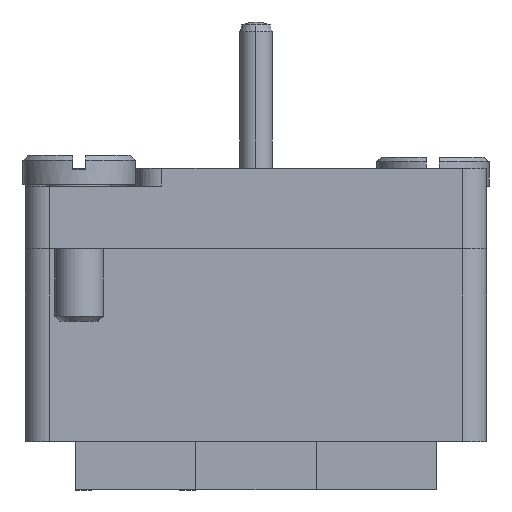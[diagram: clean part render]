
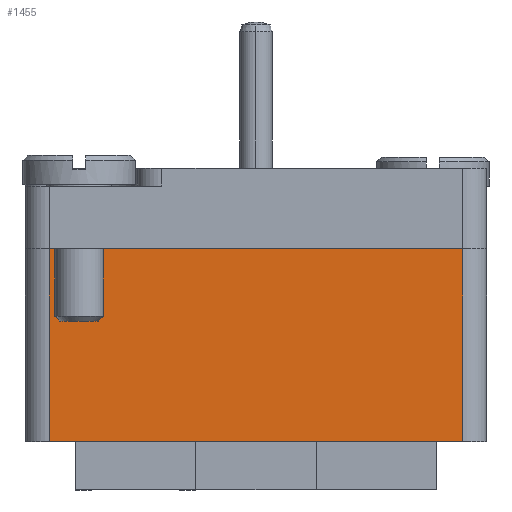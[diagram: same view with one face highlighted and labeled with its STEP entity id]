
A CAD part, front view. The second image highlights one B-rep face of the part: STEP entity #1455.
In plain terms, the highlighted face is planar.
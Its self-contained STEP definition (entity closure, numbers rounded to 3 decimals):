
#196 = EDGE_CURVE ( 'NONE', #18001, #6925, #13764, .T. ) ;
#1455 = ADVANCED_FACE ( 'NONE', ( #10535 ), #16012, .F. ) ;
#1887 = EDGE_CURVE ( 'NONE', #20902, #18001, #23143, .T. ) ;
#1919 = AXIS2_PLACEMENT_3D ( 'NONE', #10994, #5360, #10657 ) ;
#5360 = DIRECTION ( 'NONE',  ( -1., 0., 0. ) ) ;
#6237 = DIRECTION ( 'NONE',  ( 0., -1., 0. ) ) ;
#6257 = VECTOR ( 'NONE', #7488, 1000. ) ;
#6925 = VERTEX_POINT ( 'NONE', #13660 ) ;
#7110 = CARTESIAN_POINT ( 'NONE',  ( 22., 0., 12.85 ) ) ;
#7488 = DIRECTION ( 'NONE',  ( 0., 1., 0. ) ) ;
#7624 = VECTOR ( 'NONE', #12102, 1000. ) ;
#8246 = EDGE_CURVE ( 'NONE', #12206, #6925, #15458, .T. ) ;
#9125 = CARTESIAN_POINT ( 'NONE',  ( 22., -12., -12.85 ) ) ;
#9526 = ORIENTED_EDGE ( 'NONE', *, *, #17727, .T. ) ;
#10100 = CARTESIAN_POINT ( 'NONE',  ( 22., -12., 14.35 ) ) ;
#10535 = FACE_OUTER_BOUND ( 'NONE', #16977, .T. ) ;
#10634 = CARTESIAN_POINT ( 'NONE',  ( 22., 0., -12.85 ) ) ;
#10657 = DIRECTION ( 'NONE',  ( 0., 0., 1. ) ) ;
#10994 = CARTESIAN_POINT ( 'NONE',  ( 22., -12., 14.35 ) ) ;
#12102 = DIRECTION ( 'NONE',  ( 0., 0., 1. ) ) ;
#12206 = VERTEX_POINT ( 'NONE', #9125 ) ;
#13660 = CARTESIAN_POINT ( 'NONE',  ( 22., -12., 12.85 ) ) ;
#13764 = LINE ( 'NONE', #15917, #16465 ) ;
#14300 = CARTESIAN_POINT ( 'NONE',  ( 22., 0., 14.35 ) ) ;
#15458 = LINE ( 'NONE', #10100, #7624 ) ;
#15917 = CARTESIAN_POINT ( 'NONE',  ( 22., -12., 12.85 ) ) ;
#16012 = PLANE ( 'NONE',  #1919 ) ;
#16465 = VECTOR ( 'NONE', #6237, 1000. ) ;
#16705 = CARTESIAN_POINT ( 'NONE',  ( 22., 0., -12.85 ) ) ;
#16977 = EDGE_LOOP ( 'NONE', ( #19549, #9526, #23367, #22679 ) ) ;
#17727 = EDGE_CURVE ( 'NONE', #12206, #20902, #18257, .T. ) ;
#18001 = VERTEX_POINT ( 'NONE', #7110 ) ;
#18257 = LINE ( 'NONE', #16705, #6257 ) ;
#19549 = ORIENTED_EDGE ( 'NONE', *, *, #8246, .F. ) ;
#19691 = DIRECTION ( 'NONE',  ( 0., 0., 1. ) ) ;
#20288 = VECTOR ( 'NONE', #19691, 1000. ) ;
#20902 = VERTEX_POINT ( 'NONE', #10634 ) ;
#22679 = ORIENTED_EDGE ( 'NONE', *, *, #196, .T. ) ;
#23143 = LINE ( 'NONE', #14300, #20288 ) ;
#23367 = ORIENTED_EDGE ( 'NONE', *, *, #1887, .T. ) ;
